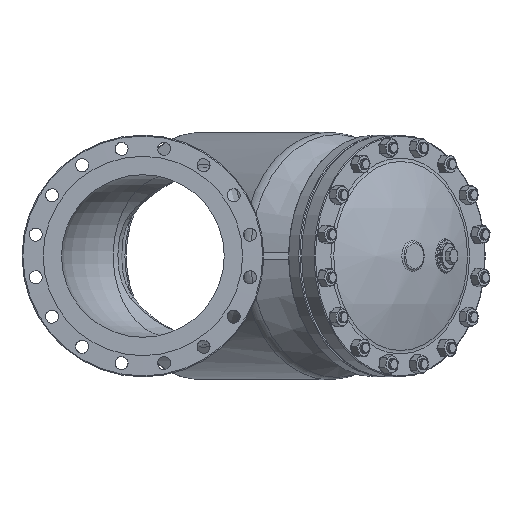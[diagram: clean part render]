
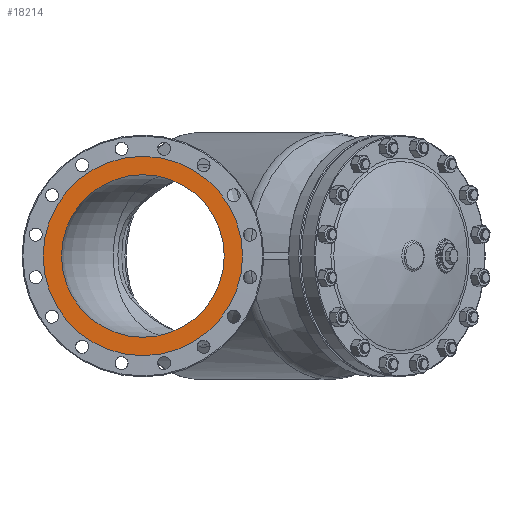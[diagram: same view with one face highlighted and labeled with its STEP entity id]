
A CAD part, left-side view. The second image highlights one B-rep face of the part: STEP entity #18214.
In plain terms, the highlighted planar face has unit normal (-1, 0, 0).
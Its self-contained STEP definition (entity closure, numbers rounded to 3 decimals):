
#348 = ORIENTED_EDGE ( 'NONE', *, *, #2009, .T. ) ;
#592 = CARTESIAN_POINT ( 'NONE',  ( -980., 0., -175. ) ) ;
#1110 = AXIS2_PLACEMENT_3D ( 'NONE', #11765, #8145, #44127 ) ;
#2009 = EDGE_CURVE ( 'NONE', #17650, #17650, #10044, .T. ) ;
#2378 = EDGE_CURVE ( 'NONE', #16522, #16522, #36654, .T. ) ;
#7342 = DIRECTION ( 'NONE',  ( 0., 0., -1. ) ) ;
#8145 = DIRECTION ( 'NONE',  ( -1., 0., 0. ) ) ;
#10044 = CIRCLE ( 'NONE', #27300, 175. ) ;
#11765 = CARTESIAN_POINT ( 'NONE',  ( -980., 0., 0. ) ) ;
#11902 = EDGE_LOOP ( 'NONE', ( #23013 ) ) ;
#11944 = FACE_BOUND ( 'NONE', #34986, .T. ) ;
#16522 = VERTEX_POINT ( 'NONE', #33014 ) ;
#17650 = VERTEX_POINT ( 'NONE', #592 ) ;
#18214 = ADVANCED_FACE ( 'NONE', ( #11944, #32207 ), #40544, .T. ) ;
#18837 = CARTESIAN_POINT ( 'NONE',  ( -980., 0., 0. ) ) ;
#20512 = DIRECTION ( 'NONE',  ( 0., 0., -1. ) ) ;
#21553 = AXIS2_PLACEMENT_3D ( 'NONE', #44714, #43155, #7342 ) ;
#23013 = ORIENTED_EDGE ( 'NONE', *, *, #2378, .F. ) ;
#24014 = DIRECTION ( 'NONE',  ( 1., 0., 0. ) ) ;
#27300 = AXIS2_PLACEMENT_3D ( 'NONE', #18837, #24014, #20512 ) ;
#32207 = FACE_OUTER_BOUND ( 'NONE', #11902, .T. ) ;
#33014 = CARTESIAN_POINT ( 'NONE',  ( -980., 0., -214.5 ) ) ;
#34986 = EDGE_LOOP ( 'NONE', ( #348 ) ) ;
#36654 = CIRCLE ( 'NONE', #21553, 214.5 ) ;
#40544 = PLANE ( 'NONE',  #1110 ) ;
#43155 = DIRECTION ( 'NONE',  ( 1., 0., 0. ) ) ;
#44127 = DIRECTION ( 'NONE',  ( 0., 0., 1. ) ) ;
#44714 = CARTESIAN_POINT ( 'NONE',  ( -980., 0., 0. ) ) ;
